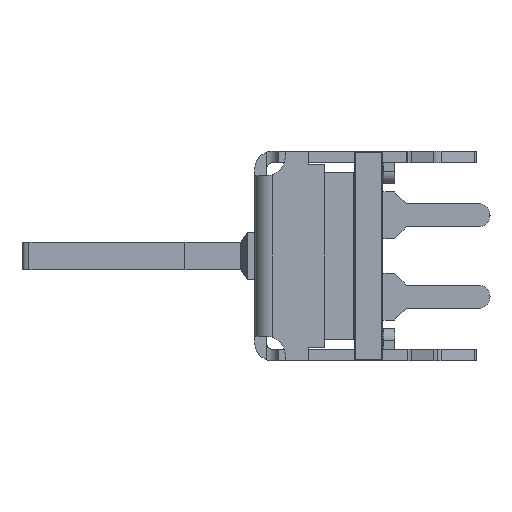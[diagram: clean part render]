
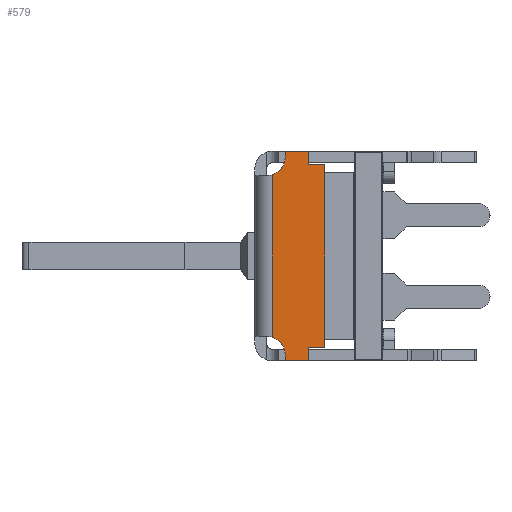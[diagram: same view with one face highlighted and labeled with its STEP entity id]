
A CAD part, left-side view. The second image highlights one B-rep face of the part: STEP entity #579.
In plain terms, the highlighted planar face has unit normal (-1, 0, 0).
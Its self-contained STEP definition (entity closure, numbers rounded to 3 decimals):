
#232 = VECTOR ( 'NONE', #3689, 1000. ) ;
#579 = ADVANCED_FACE ( 'NONE', ( #5173 ), #3569, .F. ) ;
#1154 = LINE ( 'NONE', #2482, #8045 ) ;
#1296 = DIRECTION ( 'NONE',  ( 0., 0., -1. ) ) ;
#1341 = LINE ( 'NONE', #2534, #8417 ) ;
#1454 = AXIS2_PLACEMENT_3D ( 'NONE', #7308, #7356, #2400 ) ;
#1795 = ORIENTED_EDGE ( 'NONE', *, *, #13400, .T. ) ;
#1825 = CARTESIAN_POINT ( 'NONE',  ( -37.5, 1.95, 4.25 ) ) ;
#1866 = CARTESIAN_POINT ( 'NONE',  ( -37.5, 0.95, 3.917 ) ) ;
#1990 = CARTESIAN_POINT ( 'NONE',  ( -37.5, 1.95, 4.5 ) ) ;
#2400 = DIRECTION ( 'NONE',  ( 0., 0., -1. ) ) ;
#2480 = CARTESIAN_POINT ( 'NONE',  ( -37.5, 1.95, 4.5 ) ) ;
#2482 = CARTESIAN_POINT ( 'NONE',  ( -37.5, 2.5, -3.917 ) ) ;
#2534 = CARTESIAN_POINT ( 'NONE',  ( -37.5, 0.25, 4.5 ) ) ;
#2694 = DIRECTION ( 'NONE',  ( -1., 0., 0. ) ) ;
#2771 = LINE ( 'NONE', #12814, #3896 ) ;
#2785 = VECTOR ( 'NONE', #9008, 1000. ) ;
#3156 = ORIENTED_EDGE ( 'NONE', *, *, #3507, .T. ) ;
#3358 = DIRECTION ( 'NONE',  ( 1., 0., 0. ) ) ;
#3485 = VECTOR ( 'NONE', #4263, 1000. ) ;
#3487 = LINE ( 'NONE', #2480, #232 ) ;
#3489 = DIRECTION ( 'NONE',  ( 0., 0., -1. ) ) ;
#3507 = EDGE_CURVE ( 'NONE', #6986, #12613, #11883, .T. ) ;
#3523 = VERTEX_POINT ( 'NONE', #6141 ) ;
#3569 = PLANE ( 'NONE',  #14800 ) ;
#3689 = DIRECTION ( 'NONE',  ( 0., 0., -1. ) ) ;
#3715 = CARTESIAN_POINT ( 'NONE',  ( -37.5, 0.95, 4.5 ) ) ;
#3721 = ORIENTED_EDGE ( 'NONE', *, *, #5274, .T. ) ;
#3798 = VERTEX_POINT ( 'NONE', #12927 ) ;
#3896 = VECTOR ( 'NONE', #6754, 1000. ) ;
#4105 = CARTESIAN_POINT ( 'NONE',  ( -37.5, 2.5, -4.5 ) ) ;
#4149 = ORIENTED_EDGE ( 'NONE', *, *, #4346, .F. ) ;
#4263 = DIRECTION ( 'NONE',  ( 0., 0., 1. ) ) ;
#4325 = ORIENTED_EDGE ( 'NONE', *, *, #5484, .T. ) ;
#4346 = EDGE_CURVE ( 'NONE', #11670, #9129, #2771, .T. ) ;
#4374 = LINE ( 'NONE', #14392, #13753 ) ;
#4476 = EDGE_CURVE ( 'NONE', #13757, #12613, #9429, .T. ) ;
#4573 = DIRECTION ( 'NONE',  ( 0., 0., -1. ) ) ;
#4627 = CARTESIAN_POINT ( 'NONE',  ( -37.5, 2.5, 4.5 ) ) ;
#4742 = EDGE_CURVE ( 'NONE', #12024, #13757, #10392, .T. ) ;
#4935 = DIRECTION ( 'NONE',  ( 0., 0., -1. ) ) ;
#5126 = DIRECTION ( 'NONE',  ( 0., 0., -1. ) ) ;
#5173 = FACE_OUTER_BOUND ( 'NONE', #5596, .T. ) ;
#5274 = EDGE_CURVE ( 'NONE', #11670, #8875, #3487, .T. ) ;
#5301 = CARTESIAN_POINT ( 'NONE',  ( -37.5, 0.95, 4.5 ) ) ;
#5335 = VERTEX_POINT ( 'NONE', #8726 ) ;
#5484 = EDGE_CURVE ( 'NONE', #5335, #7198, #7895, .T. ) ;
#5489 = ORIENTED_EDGE ( 'NONE', *, *, #12228, .F. ) ;
#5596 = EDGE_LOOP ( 'NONE', ( #6419, #8078, #1795, #3156, #13632, #7626, #12210, #11076, #5489, #7206, #4325, #13385, #4149, #3721 ) ) ;
#6141 = CARTESIAN_POINT ( 'NONE',  ( -37.5, 0.95, -3.917 ) ) ;
#6315 = EDGE_CURVE ( 'NONE', #8875, #9955, #14609, .T. ) ;
#6357 = LINE ( 'NONE', #3715, #12498 ) ;
#6390 = VERTEX_POINT ( 'NONE', #15545 ) ;
#6419 = ORIENTED_EDGE ( 'NONE', *, *, #6315, .T. ) ;
#6472 = CARTESIAN_POINT ( 'NONE',  ( -37.5, 2.75, -4.25 ) ) ;
#6532 = CARTESIAN_POINT ( 'NONE',  ( -37.5, 2.5, 3.917 ) ) ;
#6754 = DIRECTION ( 'NONE',  ( 0., -1., 0. ) ) ;
#6978 = CIRCLE ( 'NONE', #10180, 0.8 ) ;
#6986 = VERTEX_POINT ( 'NONE', #8939 ) ;
#7198 = VERTEX_POINT ( 'NONE', #1866 ) ;
#7206 = ORIENTED_EDGE ( 'NONE', *, *, #12356, .F. ) ;
#7308 = CARTESIAN_POINT ( 'NONE',  ( -37.5, 2.75, -4.25 ) ) ;
#7356 = DIRECTION ( 'NONE',  ( 1., 0., 0. ) ) ;
#7499 = EDGE_CURVE ( 'NONE', #9129, #7198, #6357, .T. ) ;
#7626 = ORIENTED_EDGE ( 'NONE', *, *, #4742, .F. ) ;
#7895 = LINE ( 'NONE', #6532, #9056 ) ;
#7962 = CARTESIAN_POINT ( 'NONE',  ( -37.5, 1.95, 4.5 ) ) ;
#8045 = VECTOR ( 'NONE', #13421, 1000. ) ;
#8078 = ORIENTED_EDGE ( 'NONE', *, *, #15181, .T. ) ;
#8417 = VECTOR ( 'NONE', #5126, 1000. ) ;
#8435 = AXIS2_PLACEMENT_3D ( 'NONE', #6472, #2694, #11288 ) ;
#8726 = CARTESIAN_POINT ( 'NONE',  ( -37.5, 0.25, 3.917 ) ) ;
#8875 = VERTEX_POINT ( 'NONE', #1825 ) ;
#8939 = CARTESIAN_POINT ( 'NONE',  ( -37.5, 2.5, -3.49 ) ) ;
#9008 = DIRECTION ( 'NONE',  ( 0., 0., 1. ) ) ;
#9056 = VECTOR ( 'NONE', #9097, 1000. ) ;
#9097 = DIRECTION ( 'NONE',  ( 0., 1., 0. ) ) ;
#9129 = VERTEX_POINT ( 'NONE', #14463 ) ;
#9429 = CIRCLE ( 'NONE', #8435, 0.8 ) ;
#9602 = DIRECTION ( 'NONE',  ( 0., 0., -1. ) ) ;
#9713 = CARTESIAN_POINT ( 'NONE',  ( -37.5, 2.75, 4.25 ) ) ;
#9955 = VERTEX_POINT ( 'NONE', #14194 ) ;
#10180 = AXIS2_PLACEMENT_3D ( 'NONE', #12233, #12119, #1296 ) ;
#10263 = CARTESIAN_POINT ( 'NONE',  ( -37.5, 1.95, -4.5 ) ) ;
#10392 = LINE ( 'NONE', #7962, #3485 ) ;
#11076 = ORIENTED_EDGE ( 'NONE', *, *, #15534, .T. ) ;
#11086 = CARTESIAN_POINT ( 'NONE',  ( -37.5, 0.95, -4.5 ) ) ;
#11288 = DIRECTION ( 'NONE',  ( 0., 0., -1. ) ) ;
#11547 = AXIS2_PLACEMENT_3D ( 'NONE', #9713, #12078, #3489 ) ;
#11670 = VERTEX_POINT ( 'NONE', #1990 ) ;
#11883 = CIRCLE ( 'NONE', #1454, 0.8 ) ;
#11959 = EDGE_CURVE ( 'NONE', #12024, #14063, #12672, .T. ) ;
#12024 = VERTEX_POINT ( 'NONE', #10263 ) ;
#12078 = DIRECTION ( 'NONE',  ( 1., 0., 0. ) ) ;
#12119 = DIRECTION ( 'NONE',  ( 1., 0., 0. ) ) ;
#12210 = ORIENTED_EDGE ( 'NONE', *, *, #11959, .T. ) ;
#12228 = EDGE_CURVE ( 'NONE', #3798, #3523, #1154, .T. ) ;
#12233 = CARTESIAN_POINT ( 'NONE',  ( -37.5, 2.75, 4.25 ) ) ;
#12356 = EDGE_CURVE ( 'NONE', #5335, #3798, #1341, .T. ) ;
#12498 = VECTOR ( 'NONE', #4935, 1000. ) ;
#12547 = LINE ( 'NONE', #5301, #2785 ) ;
#12613 = VERTEX_POINT ( 'NONE', #15394 ) ;
#12672 = LINE ( 'NONE', #4105, #14549 ) ;
#12683 = DIRECTION ( 'NONE',  ( 0., -1., 0. ) ) ;
#12814 = CARTESIAN_POINT ( 'NONE',  ( -37.5, 2.5, 4.5 ) ) ;
#12927 = CARTESIAN_POINT ( 'NONE',  ( -37.5, 0.25, -3.917 ) ) ;
#13385 = ORIENTED_EDGE ( 'NONE', *, *, #7499, .F. ) ;
#13400 = EDGE_CURVE ( 'NONE', #6390, #6986, #4374, .T. ) ;
#13421 = DIRECTION ( 'NONE',  ( 0., 1., 0. ) ) ;
#13632 = ORIENTED_EDGE ( 'NONE', *, *, #4476, .F. ) ;
#13753 = VECTOR ( 'NONE', #9602, 1000. ) ;
#13757 = VERTEX_POINT ( 'NONE', #14164 ) ;
#14063 = VERTEX_POINT ( 'NONE', #11086 ) ;
#14164 = CARTESIAN_POINT ( 'NONE',  ( -37.5, 1.95, -4.25 ) ) ;
#14194 = CARTESIAN_POINT ( 'NONE',  ( -37.5, 2.25, 3.626 ) ) ;
#14392 = CARTESIAN_POINT ( 'NONE',  ( -37.5, 2.5, 4.5 ) ) ;
#14463 = CARTESIAN_POINT ( 'NONE',  ( -37.5, 0.95, 4.5 ) ) ;
#14549 = VECTOR ( 'NONE', #12683, 1000. ) ;
#14609 = CIRCLE ( 'NONE', #11547, 0.8 ) ;
#14800 = AXIS2_PLACEMENT_3D ( 'NONE', #4627, #3358, #4573 ) ;
#15181 = EDGE_CURVE ( 'NONE', #9955, #6390, #6978, .T. ) ;
#15394 = CARTESIAN_POINT ( 'NONE',  ( -37.5, 2.25, -3.626 ) ) ;
#15534 = EDGE_CURVE ( 'NONE', #14063, #3523, #12547, .T. ) ;
#15545 = CARTESIAN_POINT ( 'NONE',  ( -37.5, 2.5, 3.49 ) ) ;
